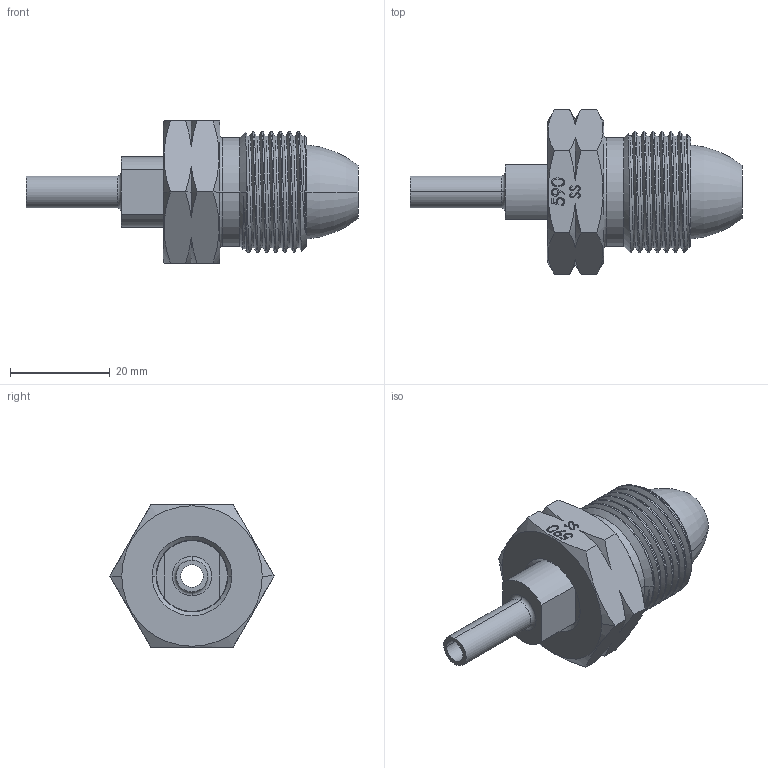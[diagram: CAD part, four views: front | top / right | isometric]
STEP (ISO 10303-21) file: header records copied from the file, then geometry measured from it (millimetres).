
FILE_DESCRIPTION (( 'STEP AP203' ), '1' );
FILE_NAME ('INL-590SS-4TS-P.STEP', '2025-02-21T19:37:45', ( '' ), ( '' ), 'SwSTEP 2.0', 'SolidWorks 2018', '' );
FILE_SCHEMA (( 'CONFIG_CONTROL_DESIGN' ));
Length unit declared in the file: inch
Products named in the file (1): INL-590SS-4TS-P
Bounding box: 66.67 x 33 x 28.57 mm (x, y, z)
Volume: 17736.3 mm3; surface area: 9126.2 mm2
Topology: 2 solids, 2 shells, 161 faces, 415 edges, 268 vertices
Faces by surface type: bspline 59, plane 37, cone 31, cylinder 24, torus 10
Entity records: 13582 total; most frequent: CARTESIAN_POINT 10058, ORIENTED_EDGE 830, DIRECTION 507, EDGE_CURVE 415, VERTEX_POINT 268, B_SPLINE_CURVE_WITH_KNOTS 186, EDGE_LOOP 175, AXIS2_PLACEMENT_3D 175
